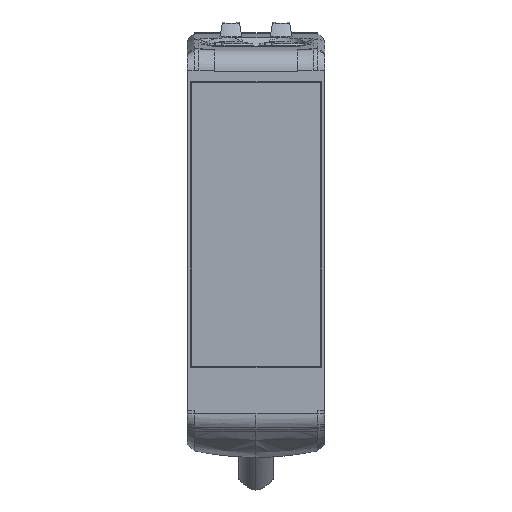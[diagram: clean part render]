
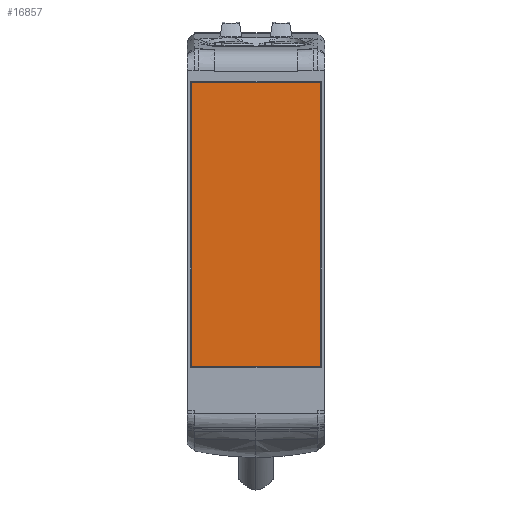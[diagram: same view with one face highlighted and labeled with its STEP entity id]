
A CAD part, top view. The second image highlights one B-rep face of the part: STEP entity #16857.
In plain terms, the highlighted planar face has unit normal (0, 0, 1).
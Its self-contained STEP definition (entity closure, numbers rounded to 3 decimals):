
#7645=DIRECTION('',(0.,-1.,0.));
#7646=VECTOR('',#7645,41.45);
#7647=CARTESIAN_POINT('',(9.425,48.325,5.7));
#7648=LINE('',#7647,#7646);
#7652=DIRECTION('',(-1.,0.,0.));
#7653=VECTOR('',#7652,18.85);
#7654=CARTESIAN_POINT('',(9.425,6.875,5.7));
#7655=LINE('',#7654,#7653);
#7659=DIRECTION('',(0.,1.,0.));
#7660=VECTOR('',#7659,41.45);
#7661=CARTESIAN_POINT('',(-9.425,6.875,5.7));
#7662=LINE('',#7661,#7660);
#7666=DIRECTION('',(1.,0.,0.));
#7667=VECTOR('',#7666,18.85);
#7668=CARTESIAN_POINT('',(-9.425,48.325,5.7));
#7669=LINE('',#7668,#7667);
#8805=CARTESIAN_POINT('',(-9.425,6.875,5.7));
#8806=VERTEX_POINT('',#8805);
#8807=CARTESIAN_POINT('',(9.425,6.875,5.7));
#8808=VERTEX_POINT('',#8807);
#8809=CARTESIAN_POINT('',(-9.425,48.325,5.7));
#8810=VERTEX_POINT('',#8809);
#8811=CARTESIAN_POINT('',(9.425,48.325,5.7));
#8812=VERTEX_POINT('',#8811);
#16846=CARTESIAN_POINT('',(0.,18.,5.7));
#16847=DIRECTION('',(0.,0.,-1.));
#16848=DIRECTION('',(-1.,0.,0.));
#16849=AXIS2_PLACEMENT_3D('',#16846,#16847,#16848);
#16850=PLANE('',#16849);
#16851=ORIENTED_EDGE('',*,*,#16840,.T.);
#16852=ORIENTED_EDGE('',*,*,#16791,.T.);
#16853=ORIENTED_EDGE('',*,*,#16809,.T.);
#16854=ORIENTED_EDGE('',*,*,#16826,.T.);
#16855=EDGE_LOOP('',(#16851,#16852,#16853,#16854));
#16856=FACE_OUTER_BOUND('',#16855,.F.);
#16857=ADVANCED_FACE('',(#16856),#16850,.F.);
#16791=EDGE_CURVE('',#8808,#8806,#7655,.T.);
#16809=EDGE_CURVE('',#8806,#8810,#7662,.T.);
#16826=EDGE_CURVE('',#8810,#8812,#7669,.T.);
#16840=EDGE_CURVE('',#8812,#8808,#7648,.T.);
